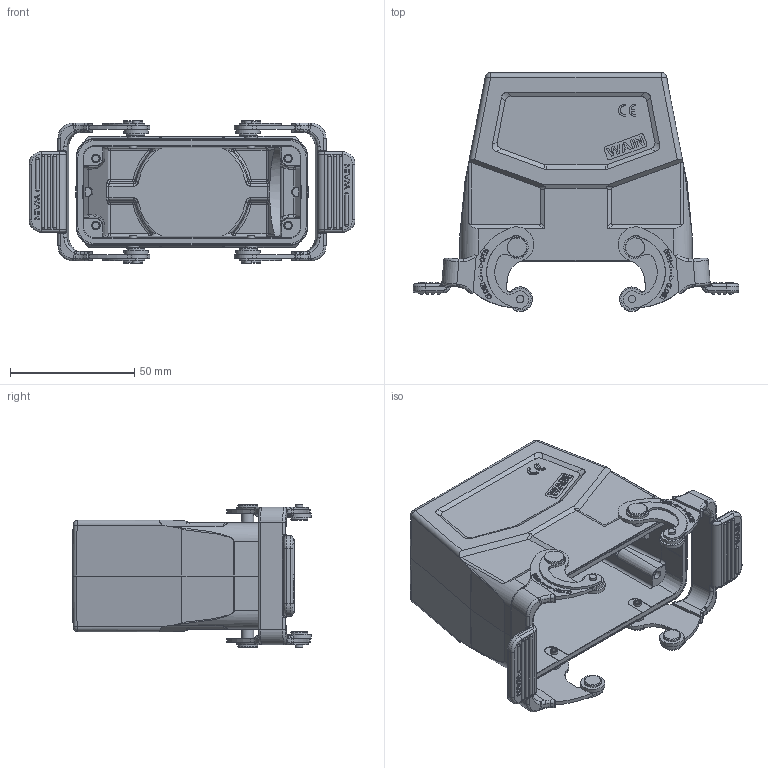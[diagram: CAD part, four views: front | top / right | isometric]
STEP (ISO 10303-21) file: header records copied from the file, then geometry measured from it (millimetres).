
FILE_DESCRIPTION(/* description */ (''),/* implementation_level */ '2;1');
FILE_NAME(/* name */ '40.stp',/* time_stamp */ '2023-12-07T11:33:40+08:00',/* author */ (''),/* organization */ (''),/* preprocessor_version */ 'ST-DEVELOPER v18.1',/* originating_system */ 'SIEMENS PLM Software NX 1980',/* authorisation */ '');
FILE_SCHEMA (('AP203_CONFIGURATION_CONTROLLED_3D_DESIGN_OF_MECHANICAL_PARTS_AND_ASSEMBLIES_MIM_LF { 1 0 10303 403 2 1 2}'));
Products named in the file (1): 3D_1241165415002_WV16B-SEH-2L_SC-M40_V1.0_stp
Bounding box: 131.3 x 96.21 x 57.5 mm (x, y, z)
Volume: 89302.1 mm3; surface area: 54651 mm2
Topology: 1 solids, 1 shells, 1577 faces, 3984 edges, 2549 vertices
Faces by surface type: plane 808, cylinder 418, torus 88, bspline 86, extrusion 78, sphere 56, cone 41, revolution 2
Full cylindrical faces by diameter (mm): 1.9 x4, 2.95 x10, 3 x4, 3.5 x4, 4.8 x4, 4.907 x4, 5 x8, 7 x4, 8 x4, 9.8 x4, 38.4 x1
Entity records: 58806 total; most frequent: CARTESIAN_POINT 14928, ORIENTED_EDGE 7660, DIRECTION 7271, EDGE_CURVE 3830, VERTEX_POINT 2496, AXIS2_PLACEMENT_3D 2461, VECTOR 2347, LINE 2269
